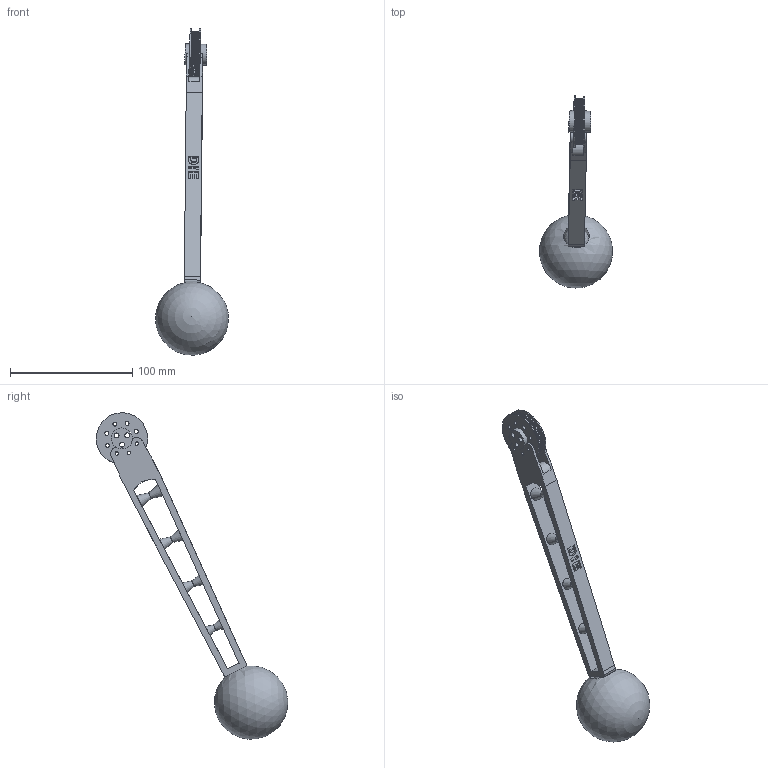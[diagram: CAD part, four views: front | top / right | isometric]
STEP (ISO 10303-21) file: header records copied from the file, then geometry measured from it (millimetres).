
FILE_DESCRIPTION(/* description */ (''),/* implementation_level */ '2;1');
FILE_NAME(/* name */ 'Pantorrilla.step',/* time_stamp */ '2025-10-09T15:10:43-03:00',/* author */ (''),/* organization */ (''),/* preprocessor_version */ 'ST-DEVELOPER v20.1',/* originating_system */ 'Autodesk Translation Framework v14.17.0.0',/* authorisation */ '');
FILE_SCHEMA (('AUTOMOTIVE_DESIGN { 1 0 10303 214 3 1 1 }'));
Length unit declared in the file: millimetre
Products named in the file (23): Cuerpo Base; Tobillo v1; BLDC_Casing; Magnet_Holder FINAL; Encoder_Magnet; 75x95x10mm_Bearing; Eagle_Power_BLDC; Stator; Rotar; M4_10mm_Screw; 12x28x8mm_Bearing (2); 12x28x8mm_Bearing; Anillo_NUEVO; Porta_Planeta; Gear_098; Planeta_Oficial; Sujetador; Componente26; Rueda; Rodillo; Pata; Pie; M4_45mm_Screw (1)
Assembly tree (26 placements, depth 4):
  Cuerpo Base
    Tobillo v1
      BLDC_Casing
      Magnet_Holder FINAL
      Encoder_Magnet
      75x95x10mm_Bearing
      12x28x8mm_Bearing  x3
      Eagle_Power_BLDC
        Stator
        Rotar
      M4_10mm_Screw
      12x28x8mm_Bearing (2)
      Anillo_NUEVO
      Porta_Planeta
      Gear_098  x3
      Planeta_Oficial
      Sujetador
      Componente26
      Rueda
      Rodillo
      Pata
      Pie
      M4_45mm_Screw (1)
Bounding box: 59.51 x 156.47 x 266.62 mm (x, y, z)
Volume: 150887.9 mm3; surface area: 40455.1 mm2
Topology: 4 solids, 5 shells, 535 faces, 1565 edges, 1042 vertices
Faces by surface type: cylinder 460, plane 50, bspline 13, cone 8, sphere 3, torus 1
Full cylindrical faces by diameter (mm): 2.8 x6, 3.2 x8, 4.1 x3, 17.1 x1, 17.2 x1, 21 x1, 42 x2
Entity records: 19292 total; most frequent: DIRECTION 3615, CARTESIAN_POINT 3406, ORIENTED_EDGE 3118, EDGE_CURVE 1559, AXIS2_PLACEMENT_3D 1511, VERTEX_POINT 1042, CIRCLE 932, LINE 593
